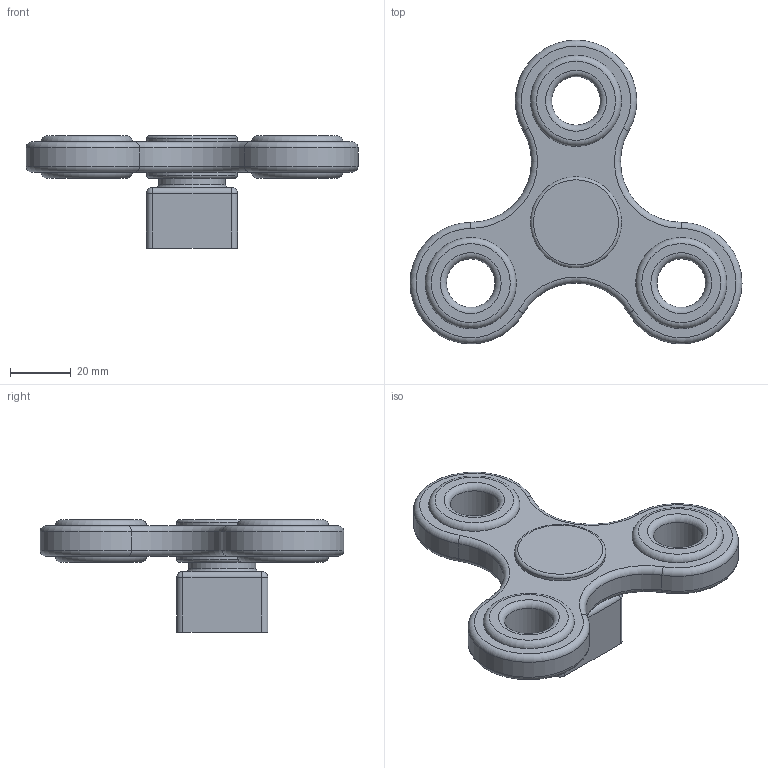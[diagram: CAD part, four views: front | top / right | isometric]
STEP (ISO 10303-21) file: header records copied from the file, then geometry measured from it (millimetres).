
FILE_DESCRIPTION(('FreeCAD Model'),'2;1');
FILE_NAME('Soporte spinner con spinner.step','2020-05-30T01:23:37',('Author'),(''), 'Open CASCADE STEP processor 7.3','FreeCAD','Unknown');
FILE_SCHEMA(('AUTOMOTIVE_DESIGN { 1 0 10303 214 1 1 1 1 }'));
Length unit declared in the file: millimetre
Products named in the file (5): Rodamiento_1; Base_spinner; Rodamiento_2; Rodamiento_3; Soporte_Spinner
Bounding box: 109.28 x 100 x 37 mm (x, y, z)
Volume: 74764.4 mm3; surface area: 25489 mm2
Topology: 5 solids, 5 shells, 76 faces, 151 edges, 85 vertices
Faces by surface type: cylinder 27, torus 27, plane 18, sphere 4
Full cylindrical faces by diameter (mm): 8 x1, 16 x3, 22 x1, 30 x8
Entity records: 3991 total; most frequent: CARTESIAN_POINT 841, DIRECTION 605, ORIENTED_EDGE 294, PCURVE 294, DEFINITIONAL_REPRESENTATION 294, LINE 221, VECTOR 221, AXIS2_PLACEMENT_3D 185
